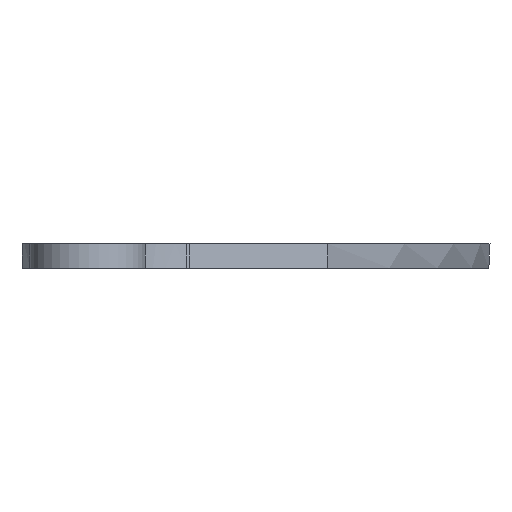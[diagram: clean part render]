
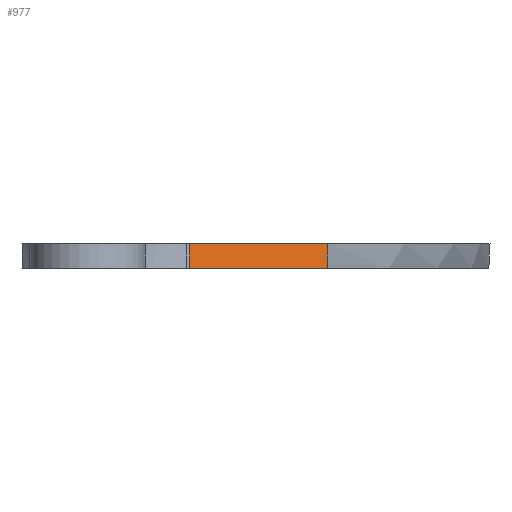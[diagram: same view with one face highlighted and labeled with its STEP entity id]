
A CAD part, left-side view. The second image highlights one B-rep face of the part: STEP entity #977.
In plain terms, the highlighted free-form (B-spline) face has degree [3, 1] with [12, 2] control points.
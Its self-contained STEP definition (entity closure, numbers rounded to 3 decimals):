
#87=B_SPLINE_SURFACE_WITH_KNOTS('',3,1,((#3090,#3091),(#3092,#3093),(#3094,
#3095),(#3096,#3097),(#3098,#3099),(#3100,#3101),(#3102,#3103),(#3104,#3105),
(#3106,#3107),(#3108,#3109),(#3110,#3111),(#3112,#3113)),.UNSPECIFIED.,
 .F.,.F.,.F.,(4,1,1,1,1,1,1,1,1,4),(2,2),(0.,1.917,3.834,
7.667,11.334,15.,16.212,17.423,
18.325,19.227),(0.,1.081),.UNSPECIFIED.);
#124=LINE('',#3024,#176);
#176=VECTOR('',#1140,10.);
#238=FACE_OUTER_BOUND('',#303,.T.);
#303=EDGE_LOOP('',(#889,#890,#891,#892));
#350=B_SPLINE_CURVE_WITH_KNOTS('',3,(#1802,#1803,#1804,#1805,#1806,#1807),
 .UNSPECIFIED.,.F.,.F.,(4,1,1,4),(-12.492,-12.416,-11.488,
-9.311),.UNSPECIFIED.);
#366=B_SPLINE_CURVE_WITH_KNOTS('',3,(#2398,#2399,#2400,#2401,#2402,#2403),
 .UNSPECIFIED.,.F.,.F.,(4,1,1,4),(-8.626,-5.158,-3.679,
-3.557),.UNSPECIFIED.);
#379=B_SPLINE_CURVE_WITH_KNOTS('',3,(#2775,#2776,#2777,#2778),
 .UNSPECIFIED.,.F.,.F.,(4,4),(-0.63,0.),
 .UNSPECIFIED.);
#413=VERTEX_POINT('',#1685);
#414=VERTEX_POINT('',#1801);
#449=VERTEX_POINT('',#2392);
#450=VERTEX_POINT('',#2397);
#514=EDGE_CURVE('',#414,#413,#350,.T.);
#554=EDGE_CURVE('',#450,#449,#366,.T.);
#596=EDGE_CURVE('',#414,#449,#379,.T.);
#606=EDGE_CURVE('',#413,#450,#124,.T.);
#889=ORIENTED_EDGE('',*,*,#596,.F.);
#890=ORIENTED_EDGE('',*,*,#514,.T.);
#891=ORIENTED_EDGE('',*,*,#606,.T.);
#892=ORIENTED_EDGE('',*,*,#554,.T.);
#977=ADVANCED_FACE('',(#238),#87,.T.);
#1140=DIRECTION('',(0.,0.,1.));
#1685=CARTESIAN_POINT('',(92.086,56.255,0.));
#1801=CARTESIAN_POINT('',(71.115,92.168,0.));
#1802=CARTESIAN_POINT('Ctrl Pts',(71.115,92.168,0.));
#1803=CARTESIAN_POINT('Ctrl Pts',(71.304,91.848,0.));
#1804=CARTESIAN_POINT('Ctrl Pts',(73.741,87.679,0.));
#1805=CARTESIAN_POINT('Ctrl Pts',(79.978,76.243,0.));
#1806=CARTESIAN_POINT('Ctrl Pts',(86.364,63.8,0.));
#1807=CARTESIAN_POINT('Ctrl Pts',(92.086,56.255,0.));
#2392=CARTESIAN_POINT('',(71.115,92.168,6.3));
#2397=CARTESIAN_POINT('',(92.086,56.255,6.3));
#2398=CARTESIAN_POINT('Ctrl Pts',(92.086,56.255,6.3));
#2399=CARTESIAN_POINT('Ctrl Pts',(86.364,63.8,6.3));
#2400=CARTESIAN_POINT('Ctrl Pts',(79.978,76.243,6.3));
#2401=CARTESIAN_POINT('Ctrl Pts',(73.741,87.679,6.3));
#2402=CARTESIAN_POINT('Ctrl Pts',(71.304,91.848,6.3));
#2403=CARTESIAN_POINT('Ctrl Pts',(71.115,92.168,6.3));
#2775=CARTESIAN_POINT('Ctrl Pts',(71.115,92.168,0.));
#2776=CARTESIAN_POINT('Ctrl Pts',(71.115,92.168,2.1));
#2777=CARTESIAN_POINT('Ctrl Pts',(71.115,92.168,4.2));
#2778=CARTESIAN_POINT('Ctrl Pts',(71.115,92.168,6.3));
#3024=CARTESIAN_POINT('',(92.086,56.255,6.3));
#3090=CARTESIAN_POINT('Ctrl Pts',(199.023,2.631,7.656));
#3091=CARTESIAN_POINT('Ctrl Pts',(199.023,2.631,-3.159));
#3092=CARTESIAN_POINT('Ctrl Pts',(193.159,1.671,7.656));
#3093=CARTESIAN_POINT('Ctrl Pts',(193.159,1.671,-3.159));
#3094=CARTESIAN_POINT('Ctrl Pts',(179.917,6.799,7.656));
#3095=CARTESIAN_POINT('Ctrl Pts',(179.917,6.799,-3.159));
#3096=CARTESIAN_POINT('Ctrl Pts',(156.362,14.75,7.656));
#3097=CARTESIAN_POINT('Ctrl Pts',(156.362,14.75,-3.159));
#3098=CARTESIAN_POINT('Ctrl Pts',(128.403,29.484,7.656));
#3099=CARTESIAN_POINT('Ctrl Pts',(128.403,29.484,-3.159));
#3100=CARTESIAN_POINT('Ctrl Pts',(94.807,47.192,7.656));
#3101=CARTESIAN_POINT('Ctrl Pts',(94.807,47.192,-3.159));
#3102=CARTESIAN_POINT('Ctrl Pts',(81.216,73.973,7.656));
#3103=CARTESIAN_POINT('Ctrl Pts',(81.216,73.973,-3.159));
#3104=CARTESIAN_POINT('Ctrl Pts',(72.072,90.739,7.656));
#3105=CARTESIAN_POINT('Ctrl Pts',(72.072,90.739,-3.159));
#3106=CARTESIAN_POINT('Ctrl Pts',(64.89,102.508,7.656));
#3107=CARTESIAN_POINT('Ctrl Pts',(64.89,102.508,-3.159));
#3108=CARTESIAN_POINT('Ctrl Pts',(55.439,97.45,7.656));
#3109=CARTESIAN_POINT('Ctrl Pts',(55.439,97.45,-3.159));
#3110=CARTESIAN_POINT('Ctrl Pts',(49.242,95.426,7.656));
#3111=CARTESIAN_POINT('Ctrl Pts',(49.242,95.426,-3.159));
#3112=CARTESIAN_POINT('Ctrl Pts',(47.018,93.894,7.656));
#3113=CARTESIAN_POINT('Ctrl Pts',(47.018,93.894,-3.159));
